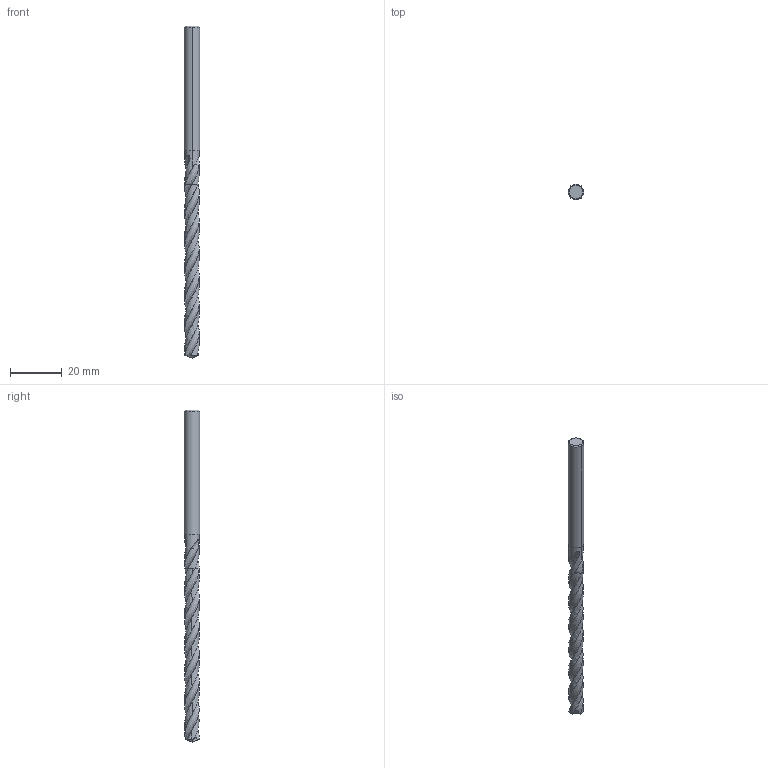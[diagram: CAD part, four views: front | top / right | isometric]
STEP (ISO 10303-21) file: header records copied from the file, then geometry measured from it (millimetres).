
FILE_DESCRIPTION(('no description'),'unknown implementation level');
FILE_NAME('solidAToB2OFAXdVo_LQBo3x44_a3UFM_1.STP',' ',('CIM GmbH Aachen'),('CADClick - KiM GmbH - www.kimweb.de'),'unknown preprocess','ACIS','unknown authorization');
FILE_SCHEMA(('automotive_design'));
Length unit declared in the file: millimetre
Products named in the file (2): 1; 2
Bounding box: 6 x 6 x 128 mm (x, y, z)
Volume: 2559.2 mm3; surface area: 2492.6 mm2
Topology: 2 solids, 2 shells, 73 faces, 202 edges, 128 vertices
Faces by surface type: cone 27, plane 24, cylinder 13, bspline 6, revolution 3
Entity records: 15909 total; most frequent: CARTESIAN_POINT 12009, STYLED_ITEM 399, PRESENTATION_STYLE_ASSIGNMENT 399, COLOUR_RGB 399, ORIENTED_EDGE 392, DIRECTION 276, EDGE_CURVE 196, CURVE_STYLE 196
